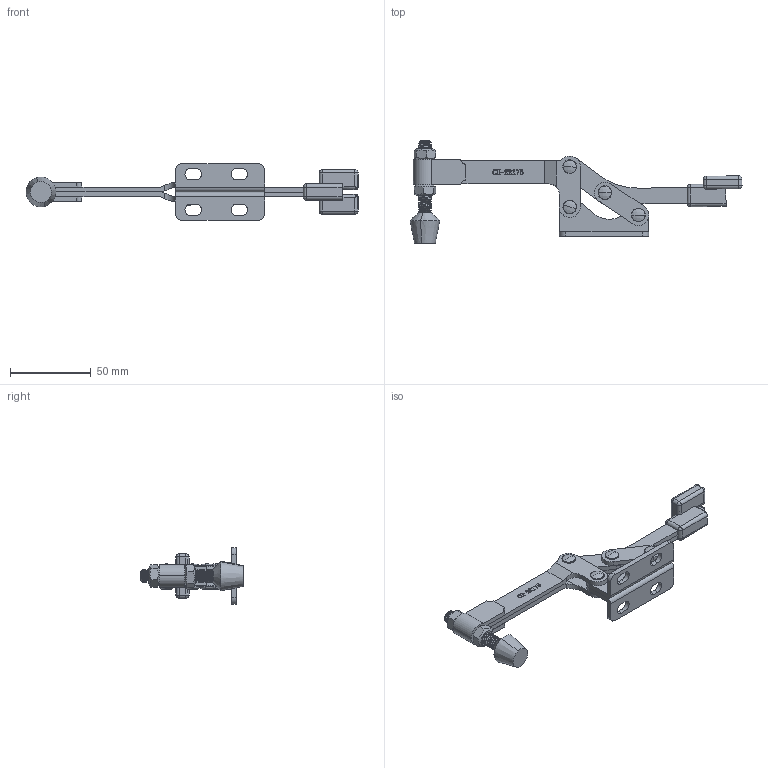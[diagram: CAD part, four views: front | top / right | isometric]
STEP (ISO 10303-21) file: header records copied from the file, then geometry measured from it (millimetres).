
FILE_DESCRIPTION (( 'STEP AP203' ), '1' );
FILE_NAME ('CH-22175.STEP', '2017-11-18T03:50:15', ( 'Windows' ), ( 'Microsoft' ), 'SwSTEP 2.0', 'SolidWorks 2015', '' );
FILE_SCHEMA (( 'CONFIG_CONTROL_DESIGN' ));
Length unit declared in the file: millimetre
Products named in the file (11): 22165-04; 22165-06; FC-56212-01; FC-56212; CH-22175揤參; 22165-01; 175BR; 22165-03; CH-22175; 22165-05
Assembly tree (15 placements, depth 3):
  CH-22175
    22165-01
    22165-01
      22165-03
      22165-05
    22165-04  x2
    22165-06  x4
    FC-56212-01  x2
    FC-56212
    CH-22175揤參
    175BR
Bounding box: 205.86 x 63.51 x 34.9 mm (x, y, z)
Volume: 44865.7 mm3; surface area: 37286.1 mm2
Topology: 16 solids, 16 shells, 863 faces, 2298 edges, 1478 vertices
Faces by surface type: plane 359, cylinder 250, bspline 159, cone 43, torus 32, sphere 20
Entity records: 35311 total; most frequent: CARTESIAN_POINT 16390, ORIENTED_EDGE 4066, DIRECTION 3052, EDGE_CURVE 2033, VERTEX_POINT 1328, VECTOR 1228, LINE 1228, AXIS2_PLACEMENT_3D 912
